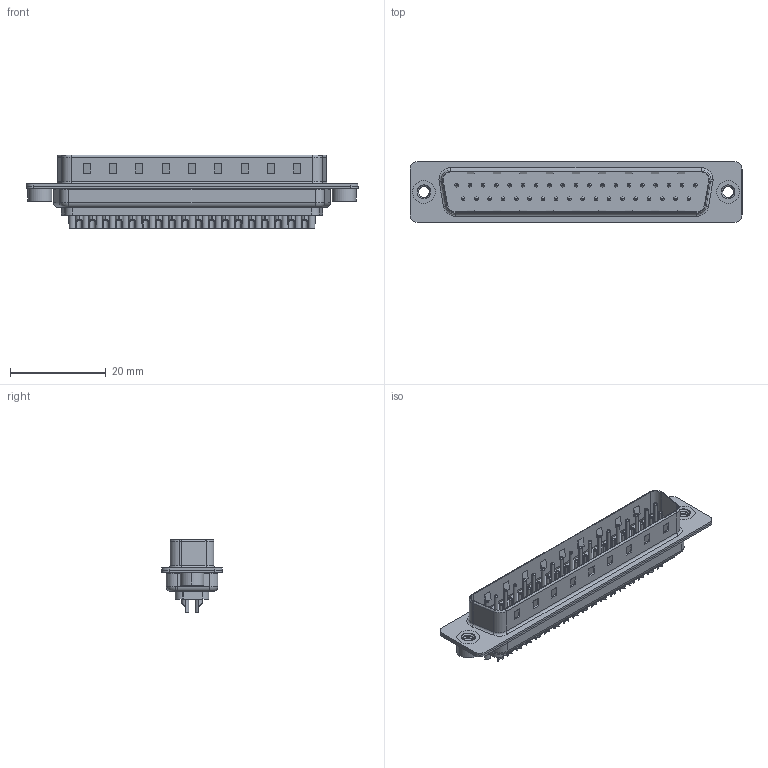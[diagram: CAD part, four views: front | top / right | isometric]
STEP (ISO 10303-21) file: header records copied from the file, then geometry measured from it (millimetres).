
FILE_DESCRIPTION (( 'STEP AP203' ), '1' );
FILE_NAME ('627-037-322-542.STEP', '2018-10-05T21:59:09', ( '' ), ( '' ), 'SwSTEP 2.0', 'SolidWorks 2016', '' );
FILE_SCHEMA (( 'CONFIG_CONTROL_DESIGN' ));
Length unit declared in the file: millimetre
Products named in the file (7): 627 Shell Rear_37 Contacts; 627 Contact Row 1_22L; 627 Contact Row 2_22L; 627 4-40 Threaded Rivet; 627-037-322-542; 627 Housing_37 LP; 627 Shell Front_37 Contacts
Assembly tree (42 placements, depth 2):
  627-037-322-542
    627 Housing_37 LP
    627 Shell Front_37 Contacts
    627 Shell Rear_37 Contacts
    627 Contact Row 1_22L  x19
    627 Contact Row 2_22L  x18
    627 4-40 Threaded Rivet  x2
Bounding box: 69.3 x 12.6 x 15.35 mm (x, y, z)
Volume: 3716.6 mm3; surface area: 10763.5 mm2
Topology: 42 solids, 42 shells, 2780 faces, 7127 edges, 4516 vertices
Faces by surface type: cylinder 1214, torus 833, plane 721, cone 6, bspline 6
Entity records: 27041 total; most frequent: CARTESIAN_POINT 5665, DIRECTION 4431, ORIENTED_EDGE 3870, EDGE_CURVE 1935, AXIS2_PLACEMENT_3D 1740, VERTEX_POINT 1243, EDGE_LOOP 994, VECTOR 951
